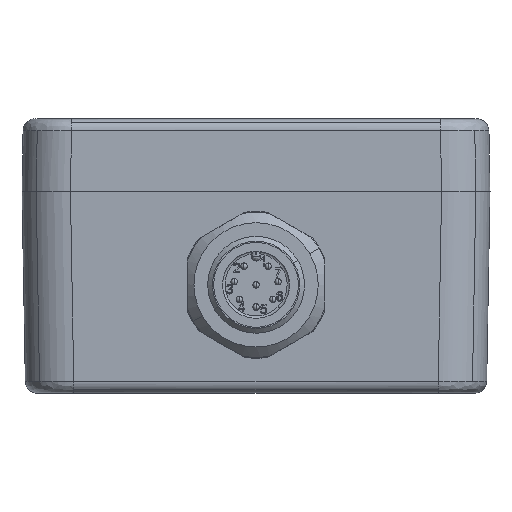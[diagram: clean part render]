
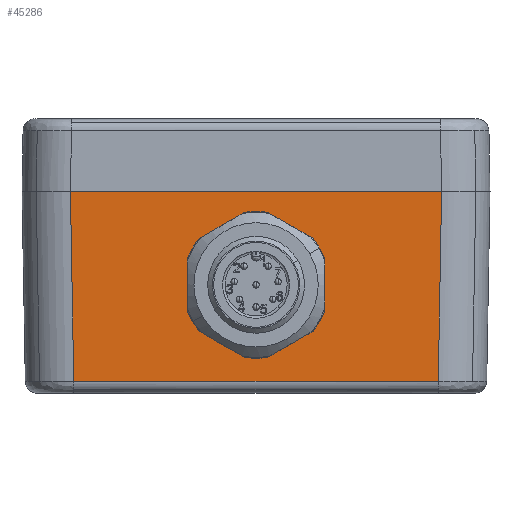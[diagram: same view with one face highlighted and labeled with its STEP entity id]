
A CAD part, left-side view. The second image highlights one B-rep face of the part: STEP entity #45286.
In plain terms, the highlighted planar face has unit normal (-1, 0, -0.018).
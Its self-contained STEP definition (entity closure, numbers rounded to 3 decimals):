
#182 = DIRECTION ( 'NONE',  ( 0., 1., 0. ) ) ;
#1460 = EDGE_CURVE ( 'NONE', #8829, #29476, #16674, .T. ) ;
#3140 = EDGE_CURVE ( 'NONE', #44094, #8829, #16355, .T. ) ;
#3487 = ORIENTED_EDGE ( 'NONE', *, *, #52789, .T. ) ;
#5967 = VECTOR ( 'NONE', #31847, 1000. ) ;
#7184 = EDGE_LOOP ( 'NONE', ( #44895, #37562, #3487, #40464 ) ) ;
#8829 = VERTEX_POINT ( 'NONE', #36315 ) ;
#12012 = CARTESIAN_POINT ( 'NONE',  ( -31.589, -22.59, -23.526 ) ) ;
#12947 = DIRECTION ( 'NONE',  ( -0.017, 0., 1. ) ) ;
#15054 = CARTESIAN_POINT ( 'NONE',  ( -31.589, 22.59, -23.526 ) ) ;
#16355 = LINE ( 'NONE', #28489, #40299 ) ;
#16674 = LINE ( 'NONE', #12012, #47516 ) ;
#19862 = VERTEX_POINT ( 'NONE', #24341 ) ;
#23601 = CARTESIAN_POINT ( 'NONE',  ( -32., -23.001, 0. ) ) ;
#24327 = DIRECTION ( 'NONE',  ( 0.017, 0.017, -1. ) ) ;
#24341 = CARTESIAN_POINT ( 'NONE',  ( -32., 23.001, 0. ) ) ;
#28390 = AXIS2_PLACEMENT_3D ( 'NONE', #40528, #53691, #12947 ) ;
#28489 = CARTESIAN_POINT ( 'NONE',  ( -32., -23.001, 0. ) ) ;
#29476 = VERTEX_POINT ( 'NONE', #33859 ) ;
#31615 = DIRECTION ( 'NONE',  ( 0., 1., 0. ) ) ;
#31847 = DIRECTION ( 'NONE',  ( -0.017, 0.017, 1. ) ) ;
#32003 = PLANE ( 'NONE',  #28390 ) ;
#32538 = FACE_OUTER_BOUND ( 'NONE', #7184, .T. ) ;
#33859 = CARTESIAN_POINT ( 'NONE',  ( -31.589, 22.59, -23.526 ) ) ;
#35753 = LINE ( 'NONE', #23601, #47029 ) ;
#36315 = CARTESIAN_POINT ( 'NONE',  ( -31.589, -22.59, -23.526 ) ) ;
#37562 = ORIENTED_EDGE ( 'NONE', *, *, #3140, .F. ) ;
#39855 = EDGE_CURVE ( 'NONE', #29476, #19862, #48072, .T. ) ;
#40299 = VECTOR ( 'NONE', #24327, 1000. ) ;
#40464 = ORIENTED_EDGE ( 'NONE', *, *, #39855, .F. ) ;
#40528 = CARTESIAN_POINT ( 'NONE',  ( -32., 29., 0. ) ) ;
#44094 = VERTEX_POINT ( 'NONE', #44197 ) ;
#44197 = CARTESIAN_POINT ( 'NONE',  ( -32., -23.001, 0. ) ) ;
#44895 = ORIENTED_EDGE ( 'NONE', *, *, #1460, .F. ) ;
#45286 = ADVANCED_FACE ( 'NONE', ( #32538 ), #32003, .T. ) ;
#47029 = VECTOR ( 'NONE', #31615, 1000. ) ;
#47516 = VECTOR ( 'NONE', #182, 1000. ) ;
#48072 = LINE ( 'NONE', #15054, #5967 ) ;
#52789 = EDGE_CURVE ( 'NONE', #44094, #19862, #35753, .T. ) ;
#53691 = DIRECTION ( 'NONE',  ( -1., 0., -0.017 ) ) ;
